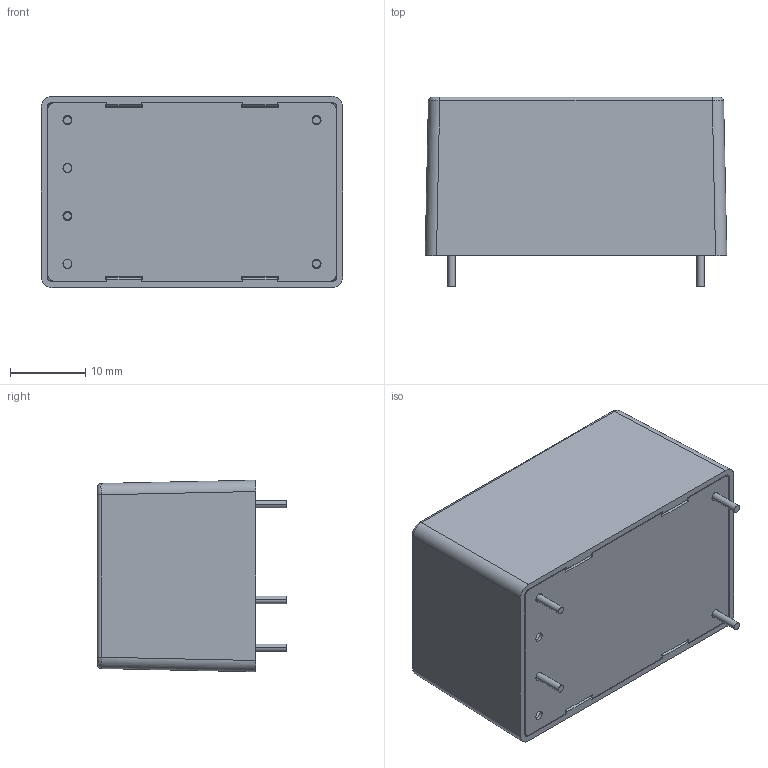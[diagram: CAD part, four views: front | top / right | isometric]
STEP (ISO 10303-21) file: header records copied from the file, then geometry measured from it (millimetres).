
FILE_DESCRIPTION((''),'2;1');
FILE_NAME('0_08W_ASM_ASM','2020-06-11T',('eng608'),(''),'PRO/ENGINEER BY PARAMETRIC TECHNOLOGY CORPORATION, 2014000','PRO/ENGINEER BY PARAMETRIC TECHNOLOGY CORPORATION, 2014000','');
FILE_SCHEMA(('CONFIG_CONTROL_DESIGN'));
Length unit declared in the file: millimetre
Products named in the file (8): TOP_HOUSING_6; BOTTOM_HOUSING_4; 16010014_AF0_2; 16010014_AF1_2; 16010014_AF2_2; 16010014_AF3_2; 0_08W_ASM_18_ASM; 0_08W_ASM_ASM
Assembly tree (7 placements, depth 3):
  0_08W_ASM_ASM
    0_08W_ASM_18_ASM
      TOP_HOUSING_6
      BOTTOM_HOUSING_4
      16010014_AF0_2
      16010014_AF1_2
      16010014_AF2_2
      16010014_AF3_2
Bounding box: 40 x 25.1 x 25.4 mm (x, y, z)
Volume: 3538 mm3; surface area: 9375.1 mm2
Topology: 6 solids, 6 shells, 252 faces, 654 edges, 432 vertices
Faces by surface type: plane 147, cylinder 72, bspline 16, cone 12, torus 5
Entity records: 12511 total; most frequent: CARTESIAN_POINT 4295, ORIENTED_EDGE 1308, DIRECTION 1302, EDGE_CURVE 654, VECTOR 440, LINE 440, VERTEX_POINT 432, AXIS2_PLACEMENT_3D 431
